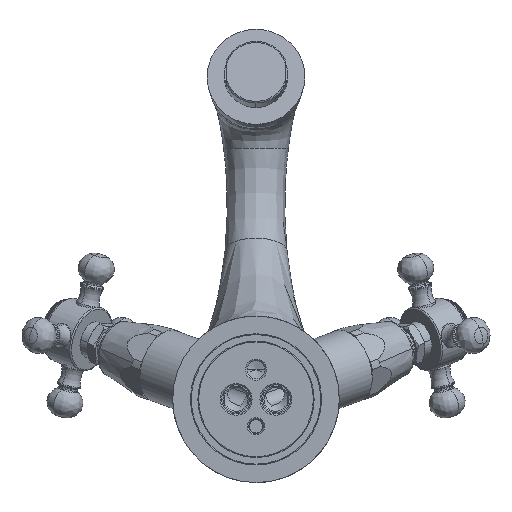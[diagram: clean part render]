
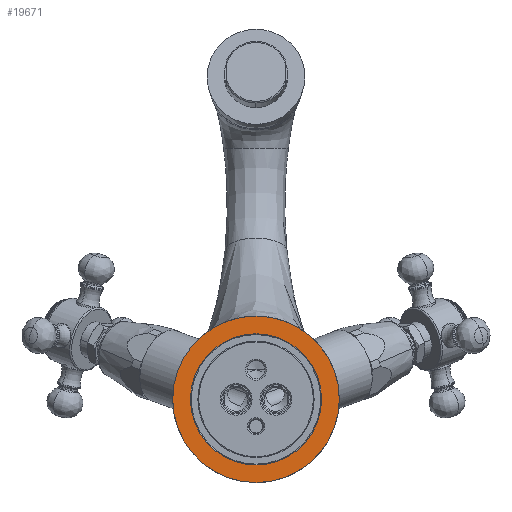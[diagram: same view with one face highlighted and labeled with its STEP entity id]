
A CAD part, front view. The second image highlights one B-rep face of the part: STEP entity #19671.
In plain terms, the highlighted planar face has unit normal (0, -1, 0).
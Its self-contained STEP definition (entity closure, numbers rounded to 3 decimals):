
#24=CARTESIAN_POINT('',(0.,0.,0.));
#25=DIRECTION('',(0.,1.,0.));
#26=DIRECTION('',(1.,0.,0.));
#27=AXIS2_PLACEMENT_3D('',#24,#25,#26);
#29=CARTESIAN_POINT('',(0.,0.,0.));
#30=DIRECTION('',(0.,1.,0.));
#31=DIRECTION('',(-1.,0.,0.));
#32=AXIS2_PLACEMENT_3D('',#29,#30,#31);
#34=CARTESIAN_POINT('',(0.,0.,0.));
#35=DIRECTION('',(0.,1.,0.));
#36=DIRECTION('',(-1.,0.,0.));
#37=AXIS2_PLACEMENT_3D('',#34,#35,#36);
#39=CARTESIAN_POINT('',(0.,0.,0.));
#40=DIRECTION('',(0.,1.,0.));
#41=DIRECTION('',(1.,0.,0.));
#42=AXIS2_PLACEMENT_3D('',#39,#40,#41);
#16746=CARTESIAN_POINT('',(31.5,0.,0.));
#16747=CARTESIAN_POINT('',(-31.5,0.,0.));
#16748=VERTEX_POINT('',#16746);
#16749=VERTEX_POINT('',#16747);
#17073=CARTESIAN_POINT('',(-24.8,0.,0.));
#17074=CARTESIAN_POINT('',(24.8,0.,0.));
#17075=VERTEX_POINT('',#17073);
#17076=VERTEX_POINT('',#17074);
#19654=CARTESIAN_POINT('',(0.,0.,0.));
#19655=DIRECTION('',(0.,1.,0.));
#19656=DIRECTION('',(1.,0.,0.));
#19657=AXIS2_PLACEMENT_3D('',#19654,#19655,#19656);
#19658=PLANE('',#19657);
#19660=ORIENTED_EDGE('',*,*,#19659,.T.);
#19662=ORIENTED_EDGE('',*,*,#19661,.T.);
#19663=EDGE_LOOP('',(#19660,#19662));
#19664=FACE_OUTER_BOUND('',#19663,.F.);
#19666=ORIENTED_EDGE('',*,*,#19665,.F.);
#19668=ORIENTED_EDGE('',*,*,#19667,.F.);
#19669=EDGE_LOOP('',(#19666,#19668));
#19670=FACE_BOUND('',#19669,.F.);
#19671=ADVANCED_FACE('',(#19664,#19670),#19658,.F.);
#28=CIRCLE('',#27,31.5);
#33=CIRCLE('',#32,31.5);
#38=CIRCLE('',#37,24.8);
#43=CIRCLE('',#42,24.8);
#19659=EDGE_CURVE('',#16748,#16749,#28,.T.);
#19661=EDGE_CURVE('',#16749,#16748,#33,.T.);
#19665=EDGE_CURVE('',#17075,#17076,#38,.T.);
#19667=EDGE_CURVE('',#17076,#17075,#43,.T.);
